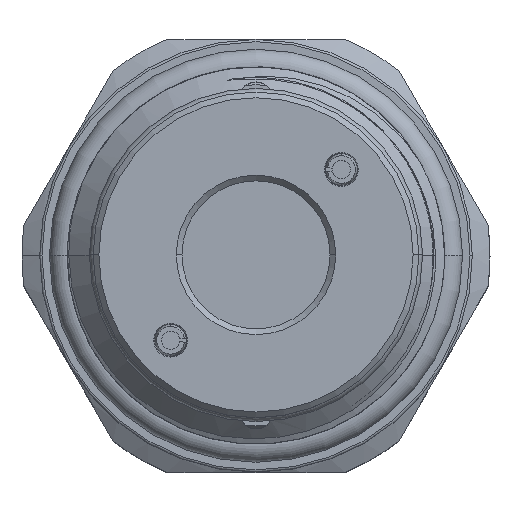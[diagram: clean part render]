
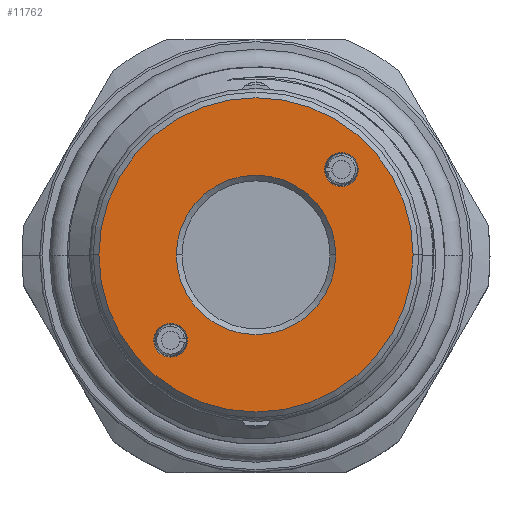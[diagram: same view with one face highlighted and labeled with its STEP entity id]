
A CAD part, top view. The second image highlights one B-rep face of the part: STEP entity #11762.
In plain terms, the highlighted planar face has unit normal (0, 0, 1).
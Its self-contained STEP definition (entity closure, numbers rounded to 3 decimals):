
#232 = ORIENTED_EDGE ( 'NONE', *, *, #3138, .T. ) ;
#319 = AXIS2_PLACEMENT_3D ( 'NONE', #10143, #12452, #2085 ) ;
#1104 = PLANE ( 'NONE',  #2370 ) ;
#1276 = EDGE_LOOP ( 'NONE', ( #4044, #14285 ) ) ;
#1311 = EDGE_CURVE ( 'NONE', #5651, #4931, #10229, .T. ) ;
#1319 = FACE_BOUND ( 'NONE', #5139, .T. ) ;
#1383 = EDGE_CURVE ( 'NONE', #3475, #12089, #8267, .T. ) ;
#1629 = CIRCLE ( 'NONE', #12617, 1.48 ) ;
#1684 = CARTESIAN_POINT ( 'NONE',  ( -7.495, -7.495, 0. ) ) ;
#1837 = FACE_BOUND ( 'NONE', #1276, .T. ) ;
#2085 = DIRECTION ( 'NONE',  ( 0., 1., 0. ) ) ;
#2370 = AXIS2_PLACEMENT_3D ( 'NONE', #9035, #14600, #4529 ) ;
#2631 = DIRECTION ( 'NONE',  ( 0., 0., -1. ) ) ;
#3138 = EDGE_CURVE ( 'NONE', #4931, #5651, #1629, .T. ) ;
#3199 = DIRECTION ( 'NONE',  ( 0., 0., -1. ) ) ;
#3475 = VERTEX_POINT ( 'NONE', #14398 ) ;
#3675 = CIRCLE ( 'NONE', #10266, 13.8 ) ;
#3723 = CARTESIAN_POINT ( 'NONE',  ( -7.495, -7.495, 0. ) ) ;
#3730 = DIRECTION ( 'NONE',  ( 0., 0., -1. ) ) ;
#4044 = ORIENTED_EDGE ( 'NONE', *, *, #4186, .T. ) ;
#4186 = EDGE_CURVE ( 'NONE', #12089, #3475, #4592, .T. ) ;
#4188 = ORIENTED_EDGE ( 'NONE', *, *, #6058, .T. ) ;
#4529 = DIRECTION ( 'NONE',  ( 1., 0., 0. ) ) ;
#4592 = CIRCLE ( 'NONE', #319, 1.48 ) ;
#4862 = DIRECTION ( 'NONE',  ( 0., -1., 0. ) ) ;
#4931 = VERTEX_POINT ( 'NONE', #7015 ) ;
#5024 = CIRCLE ( 'NONE', #9965, 7. ) ;
#5049 = CARTESIAN_POINT ( 'NONE',  ( 0., 0., 0. ) ) ;
#5063 = AXIS2_PLACEMENT_3D ( 'NONE', #3723, #8269, #4862 ) ;
#5139 = EDGE_LOOP ( 'NONE', ( #11546, #232 ) ) ;
#5290 = CARTESIAN_POINT ( 'NONE',  ( -7.495, -6.015, 0. ) ) ;
#5330 = DIRECTION ( 'NONE',  ( 1., 0., 0. ) ) ;
#5447 = CARTESIAN_POINT ( 'NONE',  ( 7.495, 6.015, 0. ) ) ;
#5516 = EDGE_CURVE ( 'NONE', #11490, #7247, #3675, .T. ) ;
#5651 = VERTEX_POINT ( 'NONE', #5290 ) ;
#5842 = AXIS2_PLACEMENT_3D ( 'NONE', #6696, #8986, #12392 ) ;
#6058 = EDGE_CURVE ( 'NONE', #7247, #11490, #13901, .T. ) ;
#6130 = DIRECTION ( 'NONE',  ( 0., -1., 0. ) ) ;
#6162 = DIRECTION ( 'NONE',  ( 0., 0., 1. ) ) ;
#6362 = VERTEX_POINT ( 'NONE', #13827 ) ;
#6696 = CARTESIAN_POINT ( 'NONE',  ( 0., 0., 0. ) ) ;
#7015 = CARTESIAN_POINT ( 'NONE',  ( -7.495, -8.976, 0. ) ) ;
#7247 = VERTEX_POINT ( 'NONE', #8297 ) ;
#8080 = AXIS2_PLACEMENT_3D ( 'NONE', #9402, #2631, #10550 ) ;
#8242 = CARTESIAN_POINT ( 'NONE',  ( -13.8, 0., 0. ) ) ;
#8267 = CIRCLE ( 'NONE', #8080, 1.48 ) ;
#8269 = DIRECTION ( 'NONE',  ( 0., 0., -1. ) ) ;
#8297 = CARTESIAN_POINT ( 'NONE',  ( 13.8, 0., 0. ) ) ;
#8490 = ORIENTED_EDGE ( 'NONE', *, *, #5516, .T. ) ;
#8986 = DIRECTION ( 'NONE',  ( 0., 0., -1. ) ) ;
#9035 = CARTESIAN_POINT ( 'NONE',  ( 0., 0., 0. ) ) ;
#9069 = FACE_BOUND ( 'NONE', #9861, .T. ) ;
#9402 = CARTESIAN_POINT ( 'NONE',  ( 7.495, 7.495, 0. ) ) ;
#9861 = EDGE_LOOP ( 'NONE', ( #12921, #11274 ) ) ;
#9965 = AXIS2_PLACEMENT_3D ( 'NONE', #12042, #3199, #5330 ) ;
#10143 = CARTESIAN_POINT ( 'NONE',  ( 7.495, 7.495, 0. ) ) ;
#10229 = CIRCLE ( 'NONE', #5063, 1.48 ) ;
#10266 = AXIS2_PLACEMENT_3D ( 'NONE', #11663, #6162, #10541 ) ;
#10416 = VERTEX_POINT ( 'NONE', #11259 ) ;
#10541 = DIRECTION ( 'NONE',  ( 1., 0., 0. ) ) ;
#10550 = DIRECTION ( 'NONE',  ( 0., 1., 0. ) ) ;
#11259 = CARTESIAN_POINT ( 'NONE',  ( 7., 0., 0. ) ) ;
#11274 = ORIENTED_EDGE ( 'NONE', *, *, #14504, .T. ) ;
#11490 = VERTEX_POINT ( 'NONE', #8242 ) ;
#11546 = ORIENTED_EDGE ( 'NONE', *, *, #1311, .T. ) ;
#11586 = AXIS2_PLACEMENT_3D ( 'NONE', #5049, #12943, #11961 ) ;
#11624 = EDGE_LOOP ( 'NONE', ( #8490, #4188 ) ) ;
#11663 = CARTESIAN_POINT ( 'NONE',  ( 0., 0., 0. ) ) ;
#11733 = EDGE_CURVE ( 'NONE', #10416, #6362, #12252, .T. ) ;
#11762 = ADVANCED_FACE ( 'NONE', ( #1319, #1837, #9069, #13474 ), #1104, .T. ) ;
#11961 = DIRECTION ( 'NONE',  ( 1., 0., 0. ) ) ;
#12042 = CARTESIAN_POINT ( 'NONE',  ( 0., 0., 0. ) ) ;
#12089 = VERTEX_POINT ( 'NONE', #5447 ) ;
#12252 = CIRCLE ( 'NONE', #5842, 7. ) ;
#12392 = DIRECTION ( 'NONE',  ( 1., 0., 0. ) ) ;
#12452 = DIRECTION ( 'NONE',  ( 0., 0., -1. ) ) ;
#12617 = AXIS2_PLACEMENT_3D ( 'NONE', #1684, #3730, #6130 ) ;
#12921 = ORIENTED_EDGE ( 'NONE', *, *, #11733, .T. ) ;
#12943 = DIRECTION ( 'NONE',  ( 0., 0., 1. ) ) ;
#13474 = FACE_OUTER_BOUND ( 'NONE', #11624, .T. ) ;
#13827 = CARTESIAN_POINT ( 'NONE',  ( -7., 0., 0. ) ) ;
#13901 = CIRCLE ( 'NONE', #11586, 13.8 ) ;
#14285 = ORIENTED_EDGE ( 'NONE', *, *, #1383, .T. ) ;
#14398 = CARTESIAN_POINT ( 'NONE',  ( 7.495, 8.976, 0. ) ) ;
#14504 = EDGE_CURVE ( 'NONE', #6362, #10416, #5024, .T. ) ;
#14600 = DIRECTION ( 'NONE',  ( 0., 0., 1. ) ) ;
